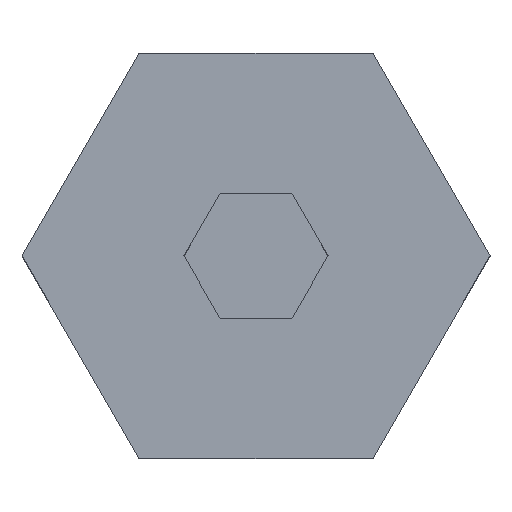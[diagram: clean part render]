
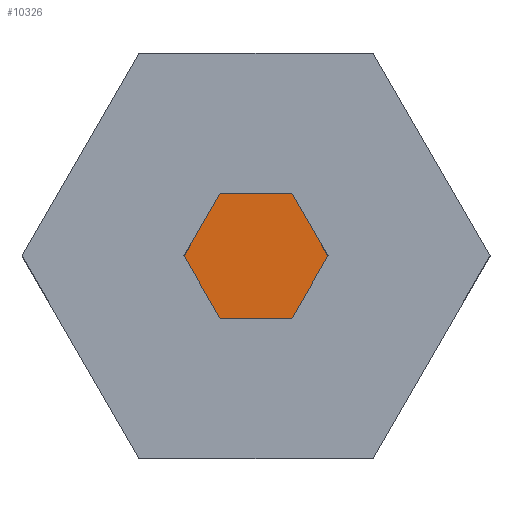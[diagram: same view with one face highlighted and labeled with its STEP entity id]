
A CAD part, top view. The second image highlights one B-rep face of the part: STEP entity #10326.
In plain terms, the highlighted planar face has unit normal (0, 0, 1).
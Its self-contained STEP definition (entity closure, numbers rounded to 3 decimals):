
#704 = PLANE('',#705);
#705 = AXIS2_PLACEMENT_3D('',#706,#707,#708);
#706 = CARTESIAN_POINT('',(2.309,0.,5.5));
#707 = DIRECTION('',(0.866,0.5,0.));
#708 = DIRECTION('',(-0.5,0.866,0.));
#732 = PLANE('',#733);
#733 = AXIS2_PLACEMENT_3D('',#734,#735,#736);
#734 = CARTESIAN_POINT('',(1.155,-2.,5.5));
#735 = DIRECTION('',(0.866,-0.5,0.));
#736 = DIRECTION('',(0.5,0.866,0.));
#760 = PLANE('',#761);
#761 = AXIS2_PLACEMENT_3D('',#762,#763,#764);
#762 = CARTESIAN_POINT('',(-1.155,-2.,5.5));
#763 = DIRECTION('',(0.,-1.,-0.));
#764 = DIRECTION('',(1.,0.,0.));
#788 = PLANE('',#789);
#789 = AXIS2_PLACEMENT_3D('',#790,#791,#792);
#790 = CARTESIAN_POINT('',(-2.309,0.,5.5));
#791 = DIRECTION('',(-0.866,-0.5,-0.));
#792 = DIRECTION('',(0.5,-0.866,0.));
#816 = PLANE('',#817);
#817 = AXIS2_PLACEMENT_3D('',#818,#819,#820);
#818 = CARTESIAN_POINT('',(-1.155,2.,5.5));
#819 = DIRECTION('',(-0.866,0.5,0.));
#820 = DIRECTION('',(-0.5,-0.866,0.));
#842 = PLANE('',#843);
#843 = AXIS2_PLACEMENT_3D('',#844,#845,#846);
#844 = CARTESIAN_POINT('',(1.155,2.,5.5));
#845 = DIRECTION('',(0.,1.,0.));
#846 = DIRECTION('',(-1.,0.,0.));
#9787 = VERTEX_POINT('',#9788);
#9788 = CARTESIAN_POINT('',(2.309,0.,1.5));
#9809 = EDGE_CURVE('',#9787,#9810,#9812,.T.);
#9810 = VERTEX_POINT('',#9811);
#9811 = CARTESIAN_POINT('',(1.155,2.,1.5));
#9812 = SURFACE_CURVE('',#9813,(#9817,#9824),.PCURVE_S1.);
#9813 = LINE('',#9814,#9815);
#9814 = CARTESIAN_POINT('',(2.309,0.,1.5));
#9815 = VECTOR('',#9816,1.);
#9816 = DIRECTION('',(-0.5,0.866,0.));
#9817 = PCURVE('',#704,#9818);
#9818 = DEFINITIONAL_REPRESENTATION('',(#9819),#9823);
#9819 = LINE('',#9820,#9821);
#9820 = CARTESIAN_POINT('',(0.,-4.));
#9821 = VECTOR('',#9822,1.);
#9822 = DIRECTION('',(1.,0.));
#9823 = ( GEOMETRIC_REPRESENTATION_CONTEXT(2) 
PARAMETRIC_REPRESENTATION_CONTEXT() REPRESENTATION_CONTEXT('2D SPACE',''
  ) );
#9824 = PCURVE('',#9825,#9830);
#9825 = PLANE('',#9826);
#9826 = AXIS2_PLACEMENT_3D('',#9827,#9828,#9829);
#9827 = CARTESIAN_POINT('',(0.,0.,1.5));
#9828 = DIRECTION('',(0.,0.,1.));
#9829 = DIRECTION('',(1.,0.,-0.));
#9830 = DEFINITIONAL_REPRESENTATION('',(#9831),#9835);
#9831 = LINE('',#9832,#9833);
#9832 = CARTESIAN_POINT('',(2.309,0.));
#9833 = VECTOR('',#9834,1.);
#9834 = DIRECTION('',(-0.5,0.866));
#9835 = ( GEOMETRIC_REPRESENTATION_CONTEXT(2) 
PARAMETRIC_REPRESENTATION_CONTEXT() REPRESENTATION_CONTEXT('2D SPACE',''
  ) );
#9863 = EDGE_CURVE('',#9810,#9864,#9866,.T.);
#9864 = VERTEX_POINT('',#9865);
#9865 = CARTESIAN_POINT('',(-1.155,2.,1.5));
#9866 = SURFACE_CURVE('',#9867,(#9871,#9878),.PCURVE_S1.);
#9867 = LINE('',#9868,#9869);
#9868 = CARTESIAN_POINT('',(1.155,2.,1.5));
#9869 = VECTOR('',#9870,1.);
#9870 = DIRECTION('',(-1.,0.,0.));
#9871 = PCURVE('',#842,#9872);
#9872 = DEFINITIONAL_REPRESENTATION('',(#9873),#9877);
#9873 = LINE('',#9874,#9875);
#9874 = CARTESIAN_POINT('',(0.,-4.));
#9875 = VECTOR('',#9876,1.);
#9876 = DIRECTION('',(1.,0.));
#9877 = ( GEOMETRIC_REPRESENTATION_CONTEXT(2) 
PARAMETRIC_REPRESENTATION_CONTEXT() REPRESENTATION_CONTEXT('2D SPACE',''
  ) );
#9878 = PCURVE('',#9825,#9879);
#9879 = DEFINITIONAL_REPRESENTATION('',(#9880),#9884);
#9880 = LINE('',#9881,#9882);
#9881 = CARTESIAN_POINT('',(1.155,2.));
#9882 = VECTOR('',#9883,1.);
#9883 = DIRECTION('',(-1.,0.));
#9884 = ( GEOMETRIC_REPRESENTATION_CONTEXT(2) 
PARAMETRIC_REPRESENTATION_CONTEXT() REPRESENTATION_CONTEXT('2D SPACE',''
  ) );
#9912 = EDGE_CURVE('',#9864,#9913,#9915,.T.);
#9913 = VERTEX_POINT('',#9914);
#9914 = CARTESIAN_POINT('',(-2.309,0.,1.5));
#9915 = SURFACE_CURVE('',#9916,(#9920,#9927),.PCURVE_S1.);
#9916 = LINE('',#9917,#9918);
#9917 = CARTESIAN_POINT('',(-1.155,2.,1.5));
#9918 = VECTOR('',#9919,1.);
#9919 = DIRECTION('',(-0.5,-0.866,0.));
#9920 = PCURVE('',#816,#9921);
#9921 = DEFINITIONAL_REPRESENTATION('',(#9922),#9926);
#9922 = LINE('',#9923,#9924);
#9923 = CARTESIAN_POINT('',(-0.,-4.));
#9924 = VECTOR('',#9925,1.);
#9925 = DIRECTION('',(1.,0.));
#9926 = ( GEOMETRIC_REPRESENTATION_CONTEXT(2) 
PARAMETRIC_REPRESENTATION_CONTEXT() REPRESENTATION_CONTEXT('2D SPACE',''
  ) );
#9927 = PCURVE('',#9825,#9928);
#9928 = DEFINITIONAL_REPRESENTATION('',(#9929),#9933);
#9929 = LINE('',#9930,#9931);
#9930 = CARTESIAN_POINT('',(-1.155,2.));
#9931 = VECTOR('',#9932,1.);
#9932 = DIRECTION('',(-0.5,-0.866));
#9933 = ( GEOMETRIC_REPRESENTATION_CONTEXT(2) 
PARAMETRIC_REPRESENTATION_CONTEXT() REPRESENTATION_CONTEXT('2D SPACE',''
  ) );
#9961 = EDGE_CURVE('',#9913,#9962,#9964,.T.);
#9962 = VERTEX_POINT('',#9963);
#9963 = CARTESIAN_POINT('',(-1.155,-2.,1.5));
#9964 = SURFACE_CURVE('',#9965,(#9969,#9976),.PCURVE_S1.);
#9965 = LINE('',#9966,#9967);
#9966 = CARTESIAN_POINT('',(-2.309,0.,1.5));
#9967 = VECTOR('',#9968,1.);
#9968 = DIRECTION('',(0.5,-0.866,0.));
#9969 = PCURVE('',#788,#9970);
#9970 = DEFINITIONAL_REPRESENTATION('',(#9971),#9975);
#9971 = LINE('',#9972,#9973);
#9972 = CARTESIAN_POINT('',(0.,-4.));
#9973 = VECTOR('',#9974,1.);
#9974 = DIRECTION('',(1.,0.));
#9975 = ( GEOMETRIC_REPRESENTATION_CONTEXT(2) 
PARAMETRIC_REPRESENTATION_CONTEXT() REPRESENTATION_CONTEXT('2D SPACE',''
  ) );
#9976 = PCURVE('',#9825,#9977);
#9977 = DEFINITIONAL_REPRESENTATION('',(#9978),#9982);
#9978 = LINE('',#9979,#9980);
#9979 = CARTESIAN_POINT('',(-2.309,0.));
#9980 = VECTOR('',#9981,1.);
#9981 = DIRECTION('',(0.5,-0.866));
#9982 = ( GEOMETRIC_REPRESENTATION_CONTEXT(2) 
PARAMETRIC_REPRESENTATION_CONTEXT() REPRESENTATION_CONTEXT('2D SPACE',''
  ) );
#10010 = EDGE_CURVE('',#9962,#10011,#10013,.T.);
#10011 = VERTEX_POINT('',#10012);
#10012 = CARTESIAN_POINT('',(1.155,-2.,1.5));
#10013 = SURFACE_CURVE('',#10014,(#10018,#10025),.PCURVE_S1.);
#10014 = LINE('',#10015,#10016);
#10015 = CARTESIAN_POINT('',(-1.155,-2.,1.5));
#10016 = VECTOR('',#10017,1.);
#10017 = DIRECTION('',(1.,0.,0.));
#10018 = PCURVE('',#760,#10019);
#10019 = DEFINITIONAL_REPRESENTATION('',(#10020),#10024);
#10020 = LINE('',#10021,#10022);
#10021 = CARTESIAN_POINT('',(0.,-4.));
#10022 = VECTOR('',#10023,1.);
#10023 = DIRECTION('',(1.,0.));
#10024 = ( GEOMETRIC_REPRESENTATION_CONTEXT(2) 
PARAMETRIC_REPRESENTATION_CONTEXT() REPRESENTATION_CONTEXT('2D SPACE',''
  ) );
#10025 = PCURVE('',#9825,#10026);
#10026 = DEFINITIONAL_REPRESENTATION('',(#10027),#10031);
#10027 = LINE('',#10028,#10029);
#10028 = CARTESIAN_POINT('',(-1.155,-2.));
#10029 = VECTOR('',#10030,1.);
#10030 = DIRECTION('',(1.,0.));
#10031 = ( GEOMETRIC_REPRESENTATION_CONTEXT(2) 
PARAMETRIC_REPRESENTATION_CONTEXT() REPRESENTATION_CONTEXT('2D SPACE',''
  ) );
#10059 = EDGE_CURVE('',#10011,#9787,#10060,.T.);
#10060 = SURFACE_CURVE('',#10061,(#10065,#10072),.PCURVE_S1.);
#10061 = LINE('',#10062,#10063);
#10062 = CARTESIAN_POINT('',(1.155,-2.,1.5));
#10063 = VECTOR('',#10064,1.);
#10064 = DIRECTION('',(0.5,0.866,0.));
#10065 = PCURVE('',#732,#10066);
#10066 = DEFINITIONAL_REPRESENTATION('',(#10067),#10071);
#10067 = LINE('',#10068,#10069);
#10068 = CARTESIAN_POINT('',(0.,-4.));
#10069 = VECTOR('',#10070,1.);
#10070 = DIRECTION('',(1.,0.));
#10071 = ( GEOMETRIC_REPRESENTATION_CONTEXT(2) 
PARAMETRIC_REPRESENTATION_CONTEXT() REPRESENTATION_CONTEXT('2D SPACE',''
  ) );
#10072 = PCURVE('',#9825,#10073);
#10073 = DEFINITIONAL_REPRESENTATION('',(#10074),#10078);
#10074 = LINE('',#10075,#10076);
#10075 = CARTESIAN_POINT('',(1.155,-2.));
#10076 = VECTOR('',#10077,1.);
#10077 = DIRECTION('',(0.5,0.866));
#10078 = ( GEOMETRIC_REPRESENTATION_CONTEXT(2) 
PARAMETRIC_REPRESENTATION_CONTEXT() REPRESENTATION_CONTEXT('2D SPACE',''
  ) );
#10326 = ADVANCED_FACE('',(#10327),#9825,.T.);
#10327 = FACE_BOUND('',#10328,.T.);
#10328 = EDGE_LOOP('',(#10329,#10330,#10331,#10332,#10333,#10334));
#10329 = ORIENTED_EDGE('',*,*,#9809,.T.);
#10330 = ORIENTED_EDGE('',*,*,#9863,.T.);
#10331 = ORIENTED_EDGE('',*,*,#9912,.T.);
#10332 = ORIENTED_EDGE('',*,*,#9961,.T.);
#10333 = ORIENTED_EDGE('',*,*,#10010,.T.);
#10334 = ORIENTED_EDGE('',*,*,#10059,.T.);
